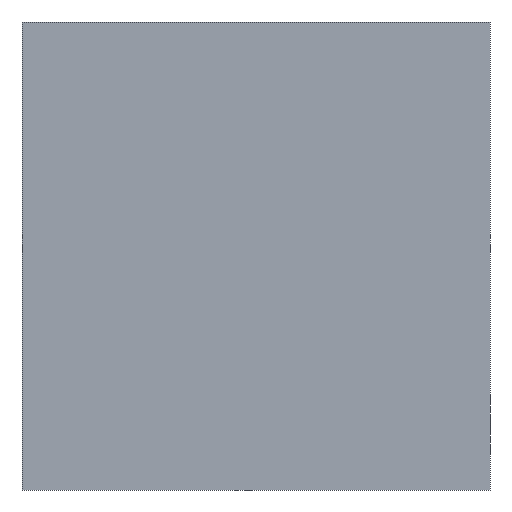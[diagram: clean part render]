
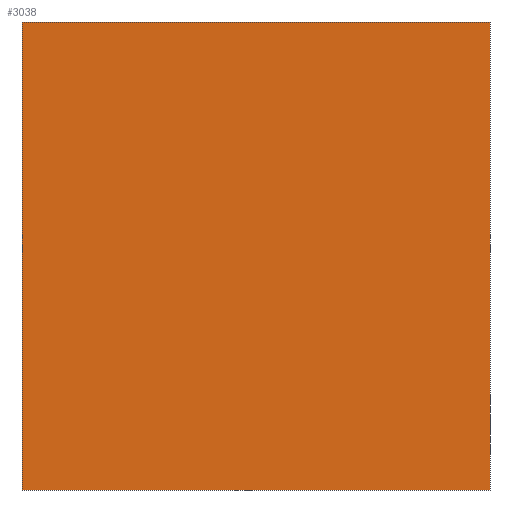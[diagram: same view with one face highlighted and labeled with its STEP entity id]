
A CAD part, front view. The second image highlights one B-rep face of the part: STEP entity #3038.
In plain terms, the highlighted planar face has unit normal (0, -1, 0).
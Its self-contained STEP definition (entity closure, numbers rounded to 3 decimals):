
#37=PLANE('',#3315);
#542=ORIENTED_EDGE('',*,*,#1365,.T.);
#543=ORIENTED_EDGE('',*,*,#1370,.F.);
#544=ORIENTED_EDGE('',*,*,#1341,.F.);
#545=ORIENTED_EDGE('',*,*,#1368,.T.);
#1341=EDGE_CURVE('',#1738,#1735,#1987,.T.);
#1365=EDGE_CURVE('',#1760,#1762,#2004,.T.);
#1368=EDGE_CURVE('',#1738,#1760,#2005,.T.);
#1370=EDGE_CURVE('',#1735,#1762,#2007,.T.);
#1735=VERTEX_POINT('',#4836);
#1738=VERTEX_POINT('',#4841);
#1760=VERTEX_POINT('',#4888);
#1762=VERTEX_POINT('',#4892);
#1987=LINE('',#4842,#2262);
#2004=LINE('',#4893,#2279);
#2005=LINE('',#4899,#2280);
#2007=LINE('',#4902,#2282);
#2262=VECTOR('',#3826,1000.);
#2279=VECTOR('',#3863,1000.);
#2280=VECTOR('',#3870,1000.);
#2282=VECTOR('',#3874,1000.);
#2486=EDGE_LOOP('',(#542,#543,#544,#545));
#2743=FACE_BOUND('',#2486,.T.);
#3038=ADVANCED_FACE('',(#2743),#37,.F.);
#3315=AXIS2_PLACEMENT_3D('',#4901,#3872,#3873);
#3826=DIRECTION('',(1.,0.,0.));
#3863=DIRECTION('',(1.,0.,0.));
#3870=DIRECTION('',(0.,0.,-1.));
#3872=DIRECTION('',(0.,1.,0.));
#3873=DIRECTION('',(0.,0.,1.));
#3874=DIRECTION('',(0.,0.,-1.));
#4836=CARTESIAN_POINT('',(25.,0.,25.));
#4841=CARTESIAN_POINT('',(-25.,0.,25.));
#4842=CARTESIAN_POINT('',(-25.,0.,25.));
#4888=CARTESIAN_POINT('',(-25.,0.,-25.));
#4892=CARTESIAN_POINT('',(25.,0.,-25.));
#4893=CARTESIAN_POINT('',(-25.,0.,-25.));
#4899=CARTESIAN_POINT('',(-25.,0.,25.));
#4901=CARTESIAN_POINT('',(-25.,0.,25.));
#4902=CARTESIAN_POINT('',(25.,0.,25.));
